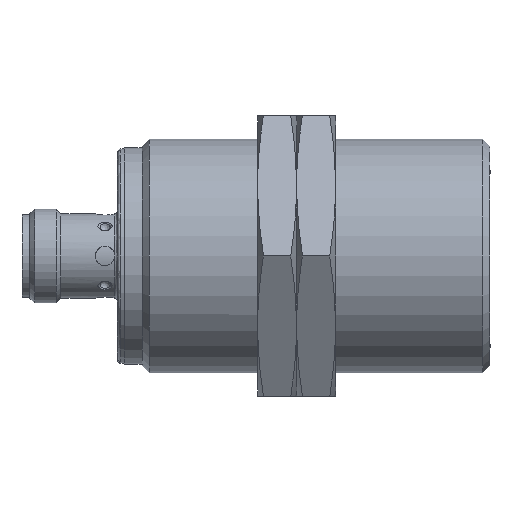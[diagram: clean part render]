
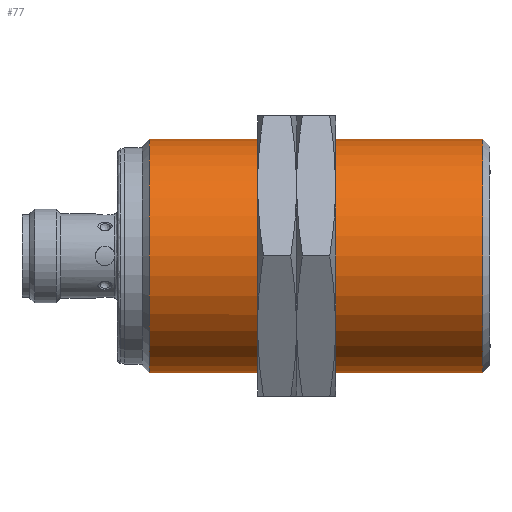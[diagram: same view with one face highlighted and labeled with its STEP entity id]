
A CAD part, front view. The second image highlights one B-rep face of the part: STEP entity #77.
In plain terms, the highlighted cylindrical face has radius 15 mm (diameter 30 mm), a full revolution.
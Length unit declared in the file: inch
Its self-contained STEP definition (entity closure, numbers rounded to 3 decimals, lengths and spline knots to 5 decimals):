
#4 = CIRCLE ( 'NONE', #806, 0.59055 ) ;
#56 = EDGE_CURVE ( 'NONE', #2083, #2083, #4, .T. ) ;
#77 = ADVANCED_FACE ( 'NONE', ( #3228, #2415 ), #2642, .T. ) ;
#661 = CARTESIAN_POINT ( 'NONE',  ( 2.32598, 0., 0. ) ) ;
#801 = CARTESIAN_POINT ( 'NONE',  ( 0.64252, 0., 0.59055 ) ) ;
#806 = AXIS2_PLACEMENT_3D ( 'NONE', #1218, #1516, #1852 ) ;
#906 = DIRECTION ( 'NONE',  ( 0., 0., 1. ) ) ;
#1031 = VERTEX_POINT ( 'NONE', #3329 ) ;
#1218 = CARTESIAN_POINT ( 'NONE',  ( 0.64252, 0., 0. ) ) ;
#1232 = DIRECTION ( 'NONE',  ( -1., 0., 0. ) ) ;
#1292 = AXIS2_PLACEMENT_3D ( 'NONE', #2112, #2417, #906 ) ;
#1457 = EDGE_CURVE ( 'NONE', #1031, #1031, #2814, .T. ) ;
#1516 = DIRECTION ( 'NONE',  ( 1., 0., 0. ) ) ;
#1592 = ORIENTED_EDGE ( 'NONE', *, *, #56, .T. ) ;
#1852 = DIRECTION ( 'NONE',  ( 0., 0., 1. ) ) ;
#2083 = VERTEX_POINT ( 'NONE', #801 ) ;
#2112 = CARTESIAN_POINT ( 'NONE',  ( 2.3622, 0., 0. ) ) ;
#2415 = FACE_OUTER_BOUND ( 'NONE', #2824, .T. ) ;
#2417 = DIRECTION ( 'NONE',  ( -1., 0., 0. ) ) ;
#2642 = CYLINDRICAL_SURFACE ( 'NONE', #1292, 0.59055 ) ;
#2814 = CIRCLE ( 'NONE', #2985, 0.59055 ) ;
#2824 = EDGE_LOOP ( 'NONE', ( #4025 ) ) ;
#2846 = DIRECTION ( 'NONE',  ( 0., 0., 1. ) ) ;
#2985 = AXIS2_PLACEMENT_3D ( 'NONE', #661, #1232, #2846 ) ;
#3228 = FACE_OUTER_BOUND ( 'NONE', #3420, .T. ) ;
#3329 = CARTESIAN_POINT ( 'NONE',  ( 2.32598, 0., 0.59055 ) ) ;
#3420 = EDGE_LOOP ( 'NONE', ( #1592 ) ) ;
#4025 = ORIENTED_EDGE ( 'NONE', *, *, #1457, .T. ) ;
